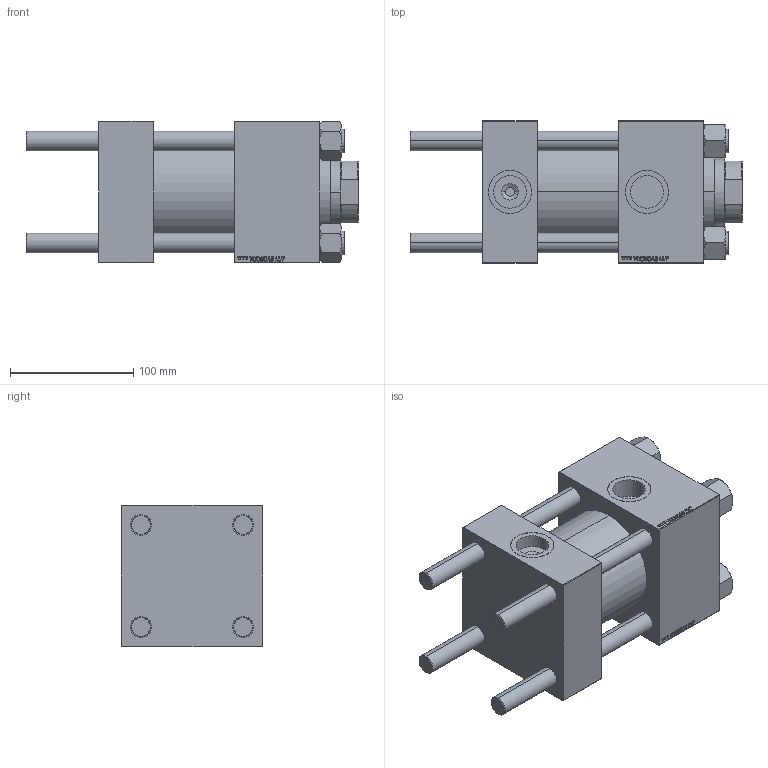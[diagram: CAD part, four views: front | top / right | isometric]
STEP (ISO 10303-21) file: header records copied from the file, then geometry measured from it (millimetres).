
FILE_DESCRIPTION (( 'STEP AP203' ), '1' );
FILE_NAME ('381e.STEP', '2025-02-18T20:51:52', ( '' ), ( '' ), 'SwSTEP 2.0', 'SolidWorks 2019', '' );
FILE_SCHEMA (( 'CONFIG_CONTROL_DESIGN' ));
Length unit declared in the file: millimetre
Products named in the file (6): CR025_012_A_0_G_A_G_M_020_+#_##_TYCINKA 4fd35451245110fa4c0e14075c405476; NUT_M5 4fd35451245110fa4c0e14075c405476; V215_VC_A 4fd35451245110fa4c0e14075c405476; 381e; V215CR_VCP 4fd35451245110fa4c0e14075c405476; V215CR_BODY_A 4fd35451245110fa4c0e14075c405476
Assembly tree (11 placements, depth 2):
  381e
    V215CR_BODY_A 4fd35451245110fa4c0e14075c405476
    CR025_012_A_0_G_A_G_M_020_+#_##_TYCINKA 4fd35451245110fa4c0e14075c405476  x4
    NUT_M5 4fd35451245110fa4c0e14075c405476  x4
    V215CR_VCP 4fd35451245110fa4c0e14075c405476
    V215_VC_A 4fd35451245110fa4c0e14075c405476
Bounding box: 269 x 115 x 115 mm (x, y, z)
Volume: 1941177.9 mm3; surface area: 306375.7 mm2
Topology: 11 solids, 11 shells, 1179 faces, 3000 edges, 1955 vertices
Faces by surface type: plane 567, bspline 392, cone 136, cylinder 76, torus 8
Entity records: 50222 total; most frequent: CARTESIAN_POINT 27079, ORIENTED_EDGE 5264, DIRECTION 3298, EDGE_CURVE 2632, VERTEX_POINT 1733, VECTOR 1602, LINE 1602, EDGE_LOOP 1151
